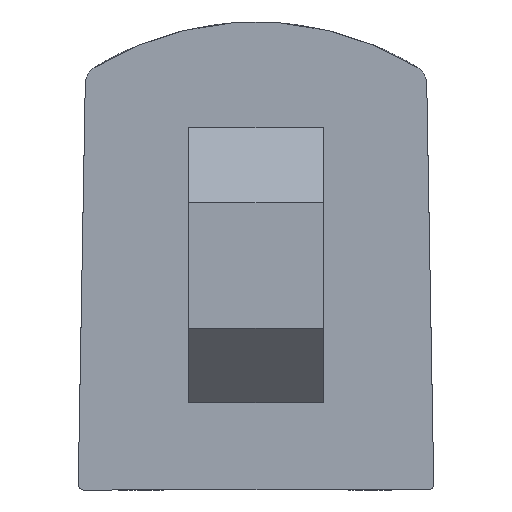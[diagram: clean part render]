
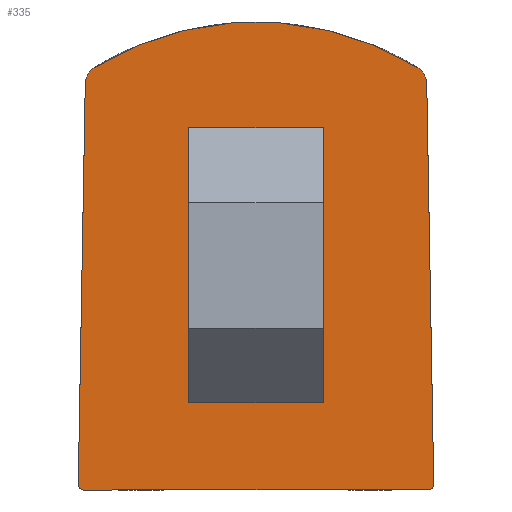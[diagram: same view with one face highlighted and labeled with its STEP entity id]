
A CAD part, front view. The second image highlights one B-rep face of the part: STEP entity #335.
In plain terms, the highlighted planar face has unit normal (0, -1, 0).
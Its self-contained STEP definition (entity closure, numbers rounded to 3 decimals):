
#192 = ORIENTED_EDGE ( 'NONE', *, *, #4845, .F. ) ;
#233 = ORIENTED_EDGE ( 'NONE', *, *, #4544, .F. ) ;
#292 = CARTESIAN_POINT ( 'NONE',  ( -8.121, 0., 10.71 ) ) ;
#335 = ADVANCED_FACE ( 'NONE', ( #4263, #3874 ), #1397, .F. ) ;
#353 = EDGE_CURVE ( 'NONE', #1371, #6265, #4020, .T. ) ;
#385 = VERTEX_POINT ( 'NONE', #2057 ) ;
#432 = CARTESIAN_POINT ( 'NONE',  ( 9.495, 0., -10.695 ) ) ;
#482 = LINE ( 'NONE', #1602, #3206 ) ;
#557 = CIRCLE ( 'NONE', #3608, 3.5 ) ;
#630 = DIRECTION ( 'NONE',  ( 0., 0., 1. ) ) ;
#680 = CARTESIAN_POINT ( 'NONE',  ( 3.25, 0., 0.4 ) ) ;
#717 = VERTEX_POINT ( 'NONE', #5332 ) ;
#754 = DIRECTION ( 'NONE',  ( -1., 0., 0. ) ) ;
#795 = DIRECTION ( 'NONE',  ( 0., 0., -1. ) ) ;
#806 = DIRECTION ( 'NONE',  ( 0., 1., 0. ) ) ;
#855 = VERTEX_POINT ( 'NONE', #3528 ) ;
#906 = EDGE_CURVE ( 'NONE', #1257, #2264, #5426, .T. ) ;
#946 = EDGE_CURVE ( 'NONE', #5900, #5106, #2896, .T. ) ;
#959 = ORIENTED_EDGE ( 'NONE', *, *, #4142, .F. ) ;
#962 = VECTOR ( 'NONE', #4084, 1000. ) ;
#992 = CARTESIAN_POINT ( 'NONE',  ( 9.195, 0., -10.7 ) ) ;
#1022 = CARTESIAN_POINT ( 'NONE',  ( -3.25, 0., -3.1 ) ) ;
#1024 = EDGE_CURVE ( 'NONE', #3866, #5900, #5504, .T. ) ;
#1225 = VERTEX_POINT ( 'NONE', #1335 ) ;
#1234 = EDGE_CURVE ( 'NONE', #6354, #1257, #557, .T. ) ;
#1239 = ORIENTED_EDGE ( 'NONE', *, *, #4077, .F. ) ;
#1257 = VERTEX_POINT ( 'NONE', #2914 ) ;
#1261 = DIRECTION ( 'NONE',  ( 1., 0., 0. ) ) ;
#1291 = VECTOR ( 'NONE', #2242, 1000. ) ;
#1302 = CARTESIAN_POINT ( 'NONE',  ( -9.195, 0., -10.7 ) ) ;
#1335 = CARTESIAN_POINT ( 'NONE',  ( -8.643, 0., 11.562 ) ) ;
#1371 = VERTEX_POINT ( 'NONE', #432 ) ;
#1386 = CARTESIAN_POINT ( 'NONE',  ( -0.25, 0., 0.4 ) ) ;
#1397 = PLANE ( 'NONE',  #2624 ) ;
#1423 = VECTOR ( 'NONE', #630, 1000. ) ;
#1492 = DIRECTION ( 'NONE',  ( 0., 0., 1. ) ) ;
#1592 = LINE ( 'NONE', #4294, #1423 ) ;
#1602 = CARTESIAN_POINT ( 'NONE',  ( 9.5, 0., -11. ) ) ;
#1658 = DIRECTION ( 'NONE',  ( 0., 1., 0. ) ) ;
#1739 = CARTESIAN_POINT ( 'NONE',  ( -9.121, 0., 10.727 ) ) ;
#1810 = DIRECTION ( 'NONE',  ( 0., 0., 1. ) ) ;
#1895 = DIRECTION ( 'NONE',  ( 0., 0., 1. ) ) ;
#2057 = CARTESIAN_POINT ( 'NONE',  ( 3.25, 0., 5.1 ) ) ;
#2109 = AXIS2_PLACEMENT_3D ( 'NONE', #1302, #4916, #1810 ) ;
#2161 = ORIENTED_EDGE ( 'NONE', *, *, #2424, .T. ) ;
#2197 = AXIS2_PLACEMENT_3D ( 'NONE', #3914, #806, #4422 ) ;
#2242 = DIRECTION ( 'NONE',  ( 0., 0., -1. ) ) ;
#2257 = CIRCLE ( 'NONE', #2931, 16.542 ) ;
#2264 = VERTEX_POINT ( 'NONE', #1022 ) ;
#2280 = AXIS2_PLACEMENT_3D ( 'NONE', #992, #4604, #1492 ) ;
#2375 = CARTESIAN_POINT ( 'NONE',  ( 0.25, 0., 1.6 ) ) ;
#2387 = CARTESIAN_POINT ( 'NONE',  ( 0.25, 0., 5.1 ) ) ;
#2424 = EDGE_CURVE ( 'NONE', #3866, #6265, #6459, .T. ) ;
#2436 = CARTESIAN_POINT ( 'NONE',  ( -9.495, 0., -10.695 ) ) ;
#2441 = LINE ( 'NONE', #6678, #6405 ) ;
#2494 = CARTESIAN_POINT ( 'NONE',  ( -9.5, 0., -11. ) ) ;
#2595 = DIRECTION ( 'NONE',  ( 0.017, 0., -1. ) ) ;
#2624 = AXIS2_PLACEMENT_3D ( 'NONE', #2494, #6116, #3007 ) ;
#2825 = VECTOR ( 'NONE', #754, 1000. ) ;
#2889 = DIRECTION ( 'NONE',  ( 0., 0., 1. ) ) ;
#2896 = LINE ( 'NONE', #3869, #4290 ) ;
#2914 = CARTESIAN_POINT ( 'NONE',  ( -3.25, 0., 1.6 ) ) ;
#2931 = AXIS2_PLACEMENT_3D ( 'NONE', #4776, #1658, #5297 ) ;
#2977 = LINE ( 'NONE', #3332, #2825 ) ;
#3007 = DIRECTION ( 'NONE',  ( 0., 0., 1. ) ) ;
#3206 = VECTOR ( 'NONE', #2595, 1000. ) ;
#3322 = CIRCLE ( 'NONE', #5205, 3.5 ) ;
#3332 = CARTESIAN_POINT ( 'NONE',  ( -9.5, 0., 5.1 ) ) ;
#3368 = EDGE_CURVE ( 'NONE', #1225, #717, #2257, .T. ) ;
#3459 = ORIENTED_EDGE ( 'NONE', *, *, #906, .F. ) ;
#3528 = CARTESIAN_POINT ( 'NONE',  ( 9.121, 0., 10.727 ) ) ;
#3573 = CARTESIAN_POINT ( 'NONE',  ( -9.5, 0., -11. ) ) ;
#3575 = CIRCLE ( 'NONE', #6241, 1. ) ;
#3608 = AXIS2_PLACEMENT_3D ( 'NONE', #2375, #6008, #2889 ) ;
#3848 = DIRECTION ( 'NONE',  ( 0.017, 0., 1. ) ) ;
#3866 = VERTEX_POINT ( 'NONE', #5789 ) ;
#3869 = CARTESIAN_POINT ( 'NONE',  ( -9.495, 0., -10.695 ) ) ;
#3874 = FACE_OUTER_BOUND ( 'NONE', #6544, .T. ) ;
#3908 = DIRECTION ( 'NONE',  ( 0., 1., 0. ) ) ;
#3914 = CARTESIAN_POINT ( 'NONE',  ( 8.121, 0., 10.71 ) ) ;
#4020 = CIRCLE ( 'NONE', #2280, 0.3 ) ;
#4029 = EDGE_LOOP ( 'NONE', ( #4958, #5138, #3459, #4095, #1239, #233 ) ) ;
#4077 = EDGE_CURVE ( 'NONE', #385, #6354, #2977, .T. ) ;
#4084 = DIRECTION ( 'NONE',  ( 1., 0., 0. ) ) ;
#4095 = ORIENTED_EDGE ( 'NONE', *, *, #1234, .F. ) ;
#4142 = EDGE_CURVE ( 'NONE', #5106, #1225, #3575, .T. ) ;
#4248 = VERTEX_POINT ( 'NONE', #680 ) ;
#4263 = FACE_BOUND ( 'NONE', #4029, .T. ) ;
#4290 = VECTOR ( 'NONE', #3848, 1000. ) ;
#4294 = CARTESIAN_POINT ( 'NONE',  ( 3.25, 0., -11. ) ) ;
#4320 = CARTESIAN_POINT ( 'NONE',  ( -3.25, 0., -11. ) ) ;
#4422 = DIRECTION ( 'NONE',  ( 0., 0., -1. ) ) ;
#4544 = EDGE_CURVE ( 'NONE', #4248, #385, #1592, .T. ) ;
#4604 = DIRECTION ( 'NONE',  ( 0., 1., 0. ) ) ;
#4710 = EDGE_CURVE ( 'NONE', #717, #855, #4990, .T. ) ;
#4747 = ORIENTED_EDGE ( 'NONE', *, *, #353, .F. ) ;
#4776 = CARTESIAN_POINT ( 'NONE',  ( 0., 0., -2.542 ) ) ;
#4845 = EDGE_CURVE ( 'NONE', #855, #1371, #482, .T. ) ;
#4916 = DIRECTION ( 'NONE',  ( 0., 1., 0. ) ) ;
#4958 = ORIENTED_EDGE ( 'NONE', *, *, #5853, .F. ) ;
#4970 = ORIENTED_EDGE ( 'NONE', *, *, #1024, .F. ) ;
#4990 = CIRCLE ( 'NONE', #2197, 1. ) ;
#5008 = DIRECTION ( 'NONE',  ( 0., -1., 0. ) ) ;
#5106 = VERTEX_POINT ( 'NONE', #1739 ) ;
#5138 = ORIENTED_EDGE ( 'NONE', *, *, #5281, .F. ) ;
#5205 = AXIS2_PLACEMENT_3D ( 'NONE', #1386, #5008, #1895 ) ;
#5281 = EDGE_CURVE ( 'NONE', #2264, #5626, #2441, .T. ) ;
#5286 = ORIENTED_EDGE ( 'NONE', *, *, #946, .F. ) ;
#5297 = DIRECTION ( 'NONE',  ( 0., 0., -1. ) ) ;
#5332 = CARTESIAN_POINT ( 'NONE',  ( 8.643, 0., 11.562 ) ) ;
#5426 = LINE ( 'NONE', #4320, #1291 ) ;
#5504 = CIRCLE ( 'NONE', #2109, 0.3 ) ;
#5626 = VERTEX_POINT ( 'NONE', #5833 ) ;
#5717 = ORIENTED_EDGE ( 'NONE', *, *, #4710, .F. ) ;
#5723 = ORIENTED_EDGE ( 'NONE', *, *, #3368, .F. ) ;
#5789 = CARTESIAN_POINT ( 'NONE',  ( -9.195, 0., -11. ) ) ;
#5833 = CARTESIAN_POINT ( 'NONE',  ( -0.25, 0., -3.1 ) ) ;
#5853 = EDGE_CURVE ( 'NONE', #5626, #4248, #3322, .T. ) ;
#5900 = VERTEX_POINT ( 'NONE', #2436 ) ;
#6008 = DIRECTION ( 'NONE',  ( 0., -1., 0. ) ) ;
#6116 = DIRECTION ( 'NONE',  ( 0., 1., 0. ) ) ;
#6241 = AXIS2_PLACEMENT_3D ( 'NONE', #292, #3908, #795 ) ;
#6265 = VERTEX_POINT ( 'NONE', #6401 ) ;
#6354 = VERTEX_POINT ( 'NONE', #2387 ) ;
#6401 = CARTESIAN_POINT ( 'NONE',  ( 9.195, 0., -11. ) ) ;
#6405 = VECTOR ( 'NONE', #1261, 1000. ) ;
#6459 = LINE ( 'NONE', #3573, #962 ) ;
#6544 = EDGE_LOOP ( 'NONE', ( #5286, #4970, #2161, #4747, #192, #5717, #5723, #959 ) ) ;
#6678 = CARTESIAN_POINT ( 'NONE',  ( -9.5, 0., -3.1 ) ) ;
